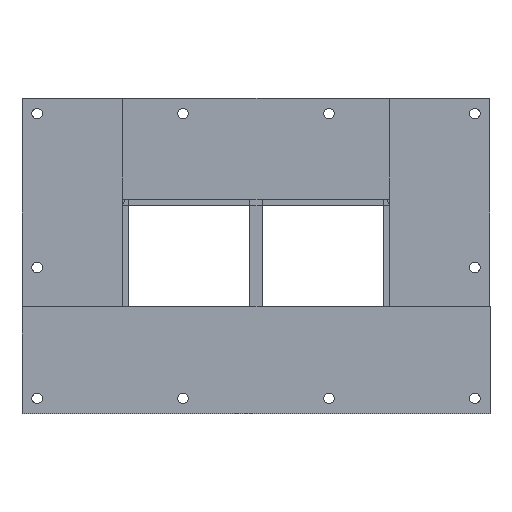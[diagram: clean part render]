
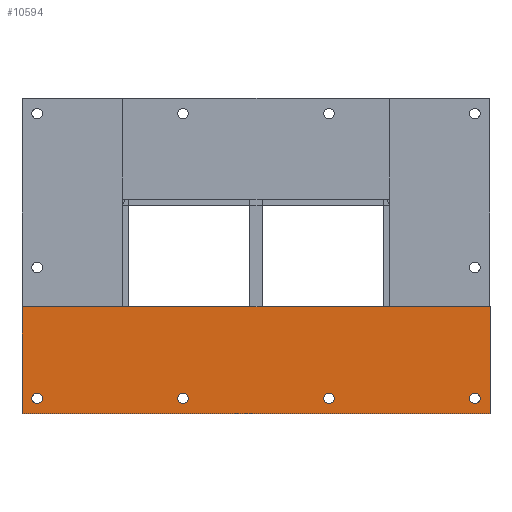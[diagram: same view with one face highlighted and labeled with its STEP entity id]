
A CAD part, left-side view. The second image highlights one B-rep face of the part: STEP entity #10594.
In plain terms, the highlighted planar face has unit normal (-1, 0, 0).
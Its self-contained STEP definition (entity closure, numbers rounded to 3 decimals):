
#885=LINE('',#17171,#1498);
#903=LINE('',#17206,#1516);
#954=LINE('',#17586,#1567);
#955=LINE('',#17588,#1568);
#956=LINE('',#17590,#1569);
#957=LINE('',#17591,#1570);
#958=LINE('',#17592,#1571);
#959=LINE('',#17593,#1572);
#1498=VECTOR('',#13870,10.);
#1516=VECTOR('',#13902,10.);
#1567=VECTOR('',#14151,10.);
#1568=VECTOR('',#14152,10.);
#1569=VECTOR('',#14153,10.);
#1570=VECTOR('',#14154,10.);
#1571=VECTOR('',#14155,10.);
#1572=VECTOR('',#14156,10.);
#1991=FACE_BOUND('',#3344,.T.);
#1992=FACE_BOUND('',#3345,.T.);
#1993=FACE_BOUND('',#3346,.T.);
#1994=FACE_BOUND('',#3347,.T.);
#2547=FACE_OUTER_BOUND('',#3343,.T.);
#3343=EDGE_LOOP('',(#8256,#8257,#8258,#8259,#8260,#8261,#8262,#8263));
#3344=EDGE_LOOP('',(#8264));
#3345=EDGE_LOOP('',(#8265));
#3346=EDGE_LOOP('',(#8266));
#3347=EDGE_LOOP('',(#8267));
#3928=CIRCLE('',#11688,5.25);
#3929=CIRCLE('',#11689,5.25);
#3930=CIRCLE('',#11690,5.25);
#3931=CIRCLE('',#11691,5.25);
#4563=VERTEX_POINT('',#17168);
#4564=VERTEX_POINT('',#17170);
#4571=VERTEX_POINT('',#17191);
#4573=VERTEX_POINT('',#17200);
#4659=VERTEX_POINT('',#17584);
#4660=VERTEX_POINT('',#17585);
#4661=VERTEX_POINT('',#17587);
#4662=VERTEX_POINT('',#17589);
#4663=VERTEX_POINT('',#17594);
#4664=VERTEX_POINT('',#17596);
#4665=VERTEX_POINT('',#17598);
#4666=VERTEX_POINT('',#17600);
#5753=EDGE_CURVE('',#4564,#4563,#885,.F.);
#5771=EDGE_CURVE('',#4571,#4573,#903,.T.);
#5906=EDGE_CURVE('',#4659,#4660,#954,.T.);
#5907=EDGE_CURVE('',#4661,#4659,#955,.T.);
#5908=EDGE_CURVE('',#4662,#4661,#956,.T.);
#5909=EDGE_CURVE('',#4564,#4662,#957,.T.);
#5910=EDGE_CURVE('',#4573,#4563,#958,.T.);
#5911=EDGE_CURVE('',#4660,#4571,#959,.T.);
#5912=EDGE_CURVE('',#4663,#4663,#3928,.T.);
#5913=EDGE_CURVE('',#4664,#4664,#3929,.T.);
#5914=EDGE_CURVE('',#4665,#4665,#3930,.T.);
#5915=EDGE_CURVE('',#4666,#4666,#3931,.T.);
#8256=ORIENTED_EDGE('',*,*,#5906,.F.);
#8257=ORIENTED_EDGE('',*,*,#5907,.F.);
#8258=ORIENTED_EDGE('',*,*,#5908,.F.);
#8259=ORIENTED_EDGE('',*,*,#5909,.F.);
#8260=ORIENTED_EDGE('',*,*,#5753,.T.);
#8261=ORIENTED_EDGE('',*,*,#5910,.F.);
#8262=ORIENTED_EDGE('',*,*,#5771,.F.);
#8263=ORIENTED_EDGE('',*,*,#5911,.F.);
#8264=ORIENTED_EDGE('',*,*,#5912,.T.);
#8265=ORIENTED_EDGE('',*,*,#5913,.T.);
#8266=ORIENTED_EDGE('',*,*,#5914,.T.);
#8267=ORIENTED_EDGE('',*,*,#5915,.T.);
#9308=PLANE('',#11687);
#10594=ADVANCED_FACE('',(#2547,#1991,#1992,#1993,#1994),#9308,.F.);
#11687=AXIS2_PLACEMENT_3D('',#17583,#14149,#14150);
#11688=AXIS2_PLACEMENT_3D('',#17595,#14157,#14158);
#11689=AXIS2_PLACEMENT_3D('',#17597,#14159,#14160);
#11690=AXIS2_PLACEMENT_3D('',#17599,#14161,#14162);
#11691=AXIS2_PLACEMENT_3D('',#17601,#14163,#14164);
#13870=DIRECTION('',(0.,-1.,0.));
#13902=DIRECTION('',(0.,-1.,0.));
#14149=DIRECTION('center_axis',(1.,0.,0.));
#14150=DIRECTION('ref_axis',(0.,-1.,0.));
#14151=DIRECTION('',(0.,-1.,0.));
#14152=DIRECTION('',(0.,0.,1.));
#14153=DIRECTION('',(0.,1.,0.));
#14154=DIRECTION('',(0.,0.,-1.));
#14155=DIRECTION('',(0.,-1.,0.));
#14156=DIRECTION('',(0.,-1.,0.));
#14157=DIRECTION('center_axis',(1.,0.,0.));
#14158=DIRECTION('ref_axis',(0.,-1.,0.));
#14159=DIRECTION('center_axis',(1.,0.,0.));
#14160=DIRECTION('ref_axis',(0.,-1.,0.));
#14161=DIRECTION('center_axis',(1.,0.,0.));
#14162=DIRECTION('ref_axis',(0.,-1.,0.));
#14163=DIRECTION('center_axis',(1.,0.,0.));
#14164=DIRECTION('ref_axis',(0.,-1.,0.));
#17168=CARTESIAN_POINT('',(1.907,138.5,-116.107));
#17170=CARTESIAN_POINT('',(1.907,32.5,-116.107));
#17171=CARTESIAN_POINT('',(1.907,57.5,-116.107));
#17191=CARTESIAN_POINT('',(1.907,271.,-116.107));
#17200=CARTESIAN_POINT('',(1.907,259.,-116.107));
#17206=CARTESIAN_POINT('',(1.907,259.,-116.107));
#17583=CARTESIAN_POINT('Origin',(1.907,265.,-169.107));
#17584=CARTESIAN_POINT('',(1.907,497.5,-116.107));
#17585=CARTESIAN_POINT('',(1.907,391.5,-116.107));
#17586=CARTESIAN_POINT('',(1.907,497.5,-116.107));
#17587=CARTESIAN_POINT('',(1.907,497.5,-222.107));
#17588=CARTESIAN_POINT('',(1.907,497.5,-222.107));
#17589=CARTESIAN_POINT('',(1.907,32.5,-222.107));
#17590=CARTESIAN_POINT('',(1.907,32.5,-222.107));
#17591=CARTESIAN_POINT('',(1.907,32.5,-116.107));
#17592=CARTESIAN_POINT('',(1.907,497.5,-116.107));
#17593=CARTESIAN_POINT('',(1.907,497.5,-116.107));
#17594=CARTESIAN_POINT('',(1.907,197.75,-207.107));
#17595=CARTESIAN_POINT('Origin',(1.907,192.5,-207.107));
#17596=CARTESIAN_POINT('',(1.907,487.75,-207.107));
#17597=CARTESIAN_POINT('Origin',(1.907,482.5,-207.107));
#17598=CARTESIAN_POINT('',(1.907,342.75,-207.107));
#17599=CARTESIAN_POINT('Origin',(1.907,337.5,-207.107));
#17600=CARTESIAN_POINT('',(1.907,52.75,-207.107));
#17601=CARTESIAN_POINT('Origin',(1.907,47.5,-207.107));
